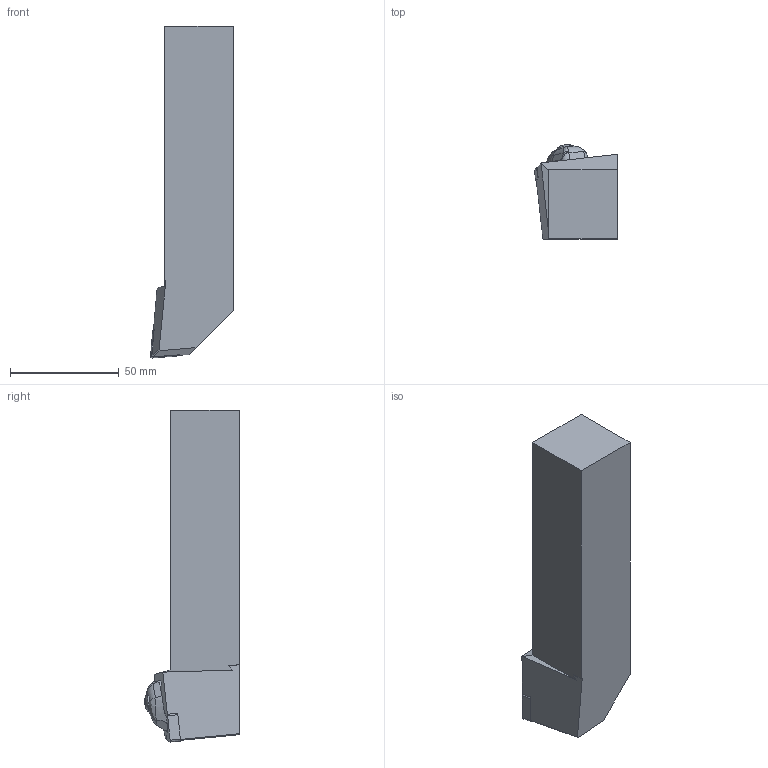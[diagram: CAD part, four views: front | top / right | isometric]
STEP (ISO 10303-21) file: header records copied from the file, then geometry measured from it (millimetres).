
FILE_DESCRIPTION(/* description */ (''),/* implementation_level */ '2;1');
FILE_NAME(/* name */ 'DCLNR-20-4D_Detailed.stp',/* time_stamp */ '2023-05-12T09:49:30+05:00',/* author */ (''),/* organization */ (''),/* preprocessor_version */ 'ST-DEVELOPER v16.7',/* originating_system */ 'SIEMENS PLM Software NX 12.0',/* authorisation */ '');
FILE_SCHEMA (('AUTOMOTIVE_DESIGN { 1 0 10303 214 3 1 1 1 }'));
Length unit declared in the file: millimetre
Products named in the file (4): CUT; NOCUT; ASSEMBLY_CONSTRUCTION; DCLNR-20-4D_stp
Assembly tree (3 placements, depth 2):
  DCLNR-20-4D_stp
    ASSEMBLY_CONSTRUCTION
    NOCUT
    CUT
Bounding box: 38.1 x 43.52 x 152.4 mm (x, y, z)
Volume: 151563.5 mm3; surface area: 22393.6 mm2
Topology: 2 solids, 2 shells, 80 faces, 219 edges, 151 vertices
Faces by surface type: plane 42, cylinder 26, bspline 11, sphere 1
Full cylindrical faces by diameter (mm): 3.9 x1, 5 x1, 8 x1
Entity records: 3141 total; most frequent: CARTESIAN_POINT 1086, ORIENTED_EDGE 422, DIRECTION 364, EDGE_CURVE 211, VERTEX_POINT 141, AXIS2_PLACEMENT_3D 128, LINE 108, VECTOR 108
